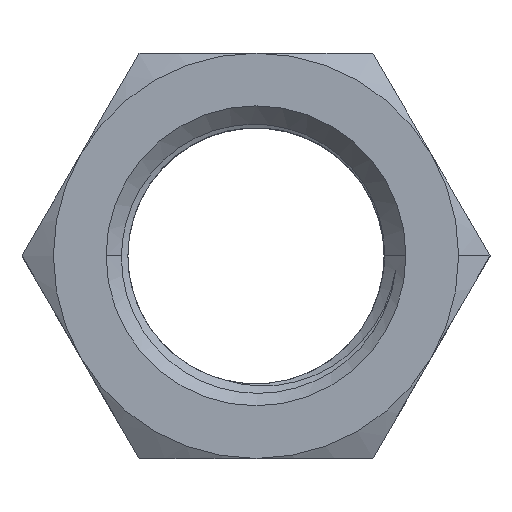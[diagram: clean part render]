
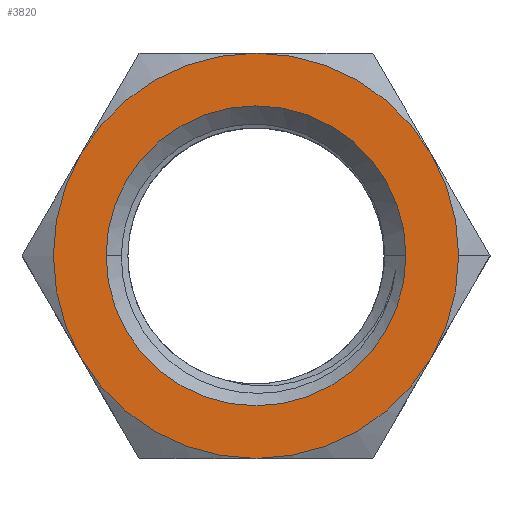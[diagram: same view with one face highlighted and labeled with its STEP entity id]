
A CAD part, top view. The second image highlights one B-rep face of the part: STEP entity #3820.
In plain terms, the highlighted planar face has unit normal (0, 0, 1).
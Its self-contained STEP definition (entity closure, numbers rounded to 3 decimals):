
#15 = DIRECTION ( 'NONE',  ( 0., 0., 1. ) ) ;
#38 = CIRCLE ( 'NONE', #149, 65. ) ;
#52 = CARTESIAN_POINT ( 'NONE',  ( 65., 0., 72. ) ) ;
#60 = EDGE_CURVE ( 'NONE', #793, #2352, #637, .T. ) ;
#78 = DIRECTION ( 'NONE',  ( 0., 0., -1. ) ) ;
#80 = AXIS2_PLACEMENT_3D ( 'NONE', #2203, #854, #199 ) ;
#149 = AXIS2_PLACEMENT_3D ( 'NONE', #2975, #4298, #2321 ) ;
#167 = CARTESIAN_POINT ( 'NONE',  ( 56.292, -32.5, 72. ) ) ;
#181 = VERTEX_POINT ( 'NONE', #1769 ) ;
#192 = CIRCLE ( 'NONE', #4068, 48.1 ) ;
#199 = DIRECTION ( 'NONE',  ( 1., 0., 0. ) ) ;
#202 = CARTESIAN_POINT ( 'NONE',  ( 0., 0., 72. ) ) ;
#415 = CARTESIAN_POINT ( 'NONE',  ( 0., 0., 72. ) ) ;
#533 = DIRECTION ( 'NONE',  ( 0., 0., 1. ) ) ;
#587 = CARTESIAN_POINT ( 'NONE',  ( 0., 65., 72. ) ) ;
#626 = CARTESIAN_POINT ( 'NONE',  ( 0., 0., 72. ) ) ;
#637 = CIRCLE ( 'NONE', #2765, 65. ) ;
#638 = EDGE_LOOP ( 'NONE', ( #3745, #1299, #1950, #4018, #2146, #3079, #3452 ) ) ;
#793 = VERTEX_POINT ( 'NONE', #2412 ) ;
#814 = CIRCLE ( 'NONE', #1486, 48.1 ) ;
#854 = DIRECTION ( 'NONE',  ( 0., 0., 1. ) ) ;
#860 = DIRECTION ( 'NONE',  ( 1., 0., 0. ) ) ;
#869 = FACE_OUTER_BOUND ( 'NONE', #638, .T. ) ;
#1056 = ORIENTED_EDGE ( 'NONE', *, *, #2354, .T. ) ;
#1188 = CARTESIAN_POINT ( 'NONE',  ( -56.292, -32.5, 72. ) ) ;
#1228 = DIRECTION ( 'NONE',  ( 0., 0., -1. ) ) ;
#1229 = FACE_BOUND ( 'NONE', #1354, .T. ) ;
#1299 = ORIENTED_EDGE ( 'NONE', *, *, #2525, .T. ) ;
#1320 = DIRECTION ( 'NONE',  ( 1., 0., 0. ) ) ;
#1334 = CARTESIAN_POINT ( 'NONE',  ( 0., 0., 72. ) ) ;
#1354 = EDGE_LOOP ( 'NONE', ( #3283, #1056 ) ) ;
#1486 = AXIS2_PLACEMENT_3D ( 'NONE', #415, #78, #2372 ) ;
#1602 = CIRCLE ( 'NONE', #2254, 65. ) ;
#1699 = CARTESIAN_POINT ( 'NONE',  ( 0., 0., 72. ) ) ;
#1769 = CARTESIAN_POINT ( 'NONE',  ( -48.1, 0., 72. ) ) ;
#1833 = CARTESIAN_POINT ( 'NONE',  ( 56.292, 32.5, 72. ) ) ;
#1841 = CARTESIAN_POINT ( 'NONE',  ( 0., 0., 72. ) ) ;
#1843 = EDGE_CURVE ( 'NONE', #2352, #2723, #3724, .T. ) ;
#1950 = ORIENTED_EDGE ( 'NONE', *, *, #3890, .T. ) ;
#2037 = DIRECTION ( 'NONE',  ( 0., 0., 1. ) ) ;
#2146 = ORIENTED_EDGE ( 'NONE', *, *, #4133, .T. ) ;
#2203 = CARTESIAN_POINT ( 'NONE',  ( 0., 0., 72. ) ) ;
#2254 = AXIS2_PLACEMENT_3D ( 'NONE', #1699, #15, #3649 ) ;
#2321 = DIRECTION ( 'NONE',  ( 1., 0., 0. ) ) ;
#2352 = VERTEX_POINT ( 'NONE', #167 ) ;
#2354 = EDGE_CURVE ( 'NONE', #181, #2554, #192, .T. ) ;
#2362 = VERTEX_POINT ( 'NONE', #1188 ) ;
#2372 = DIRECTION ( 'NONE',  ( 1., 0., 0. ) ) ;
#2386 = CIRCLE ( 'NONE', #80, 65. ) ;
#2412 = CARTESIAN_POINT ( 'NONE',  ( 0., -65., 72. ) ) ;
#2451 = DIRECTION ( 'NONE',  ( 1., 0., 0. ) ) ;
#2525 = EDGE_CURVE ( 'NONE', #2723, #3483, #3814, .T. ) ;
#2533 = DIRECTION ( 'NONE',  ( 0., 0., 1. ) ) ;
#2554 = VERTEX_POINT ( 'NONE', #3236 ) ;
#2723 = VERTEX_POINT ( 'NONE', #52 ) ;
#2765 = AXIS2_PLACEMENT_3D ( 'NONE', #1334, #2037, #1320 ) ;
#2975 = CARTESIAN_POINT ( 'NONE',  ( 0., 0., 72. ) ) ;
#3032 = VERTEX_POINT ( 'NONE', #587 ) ;
#3063 = AXIS2_PLACEMENT_3D ( 'NONE', #626, #3265, #3896 ) ;
#3079 = ORIENTED_EDGE ( 'NONE', *, *, #3980, .T. ) ;
#3149 = DIRECTION ( 'NONE',  ( 1., 0., 0. ) ) ;
#3220 = CARTESIAN_POINT ( 'NONE',  ( 0., 0., 72. ) ) ;
#3225 = PLANE ( 'NONE',  #3276 ) ;
#3236 = CARTESIAN_POINT ( 'NONE',  ( 48.1, 0., 72. ) ) ;
#3265 = DIRECTION ( 'NONE',  ( 0., 0., 1. ) ) ;
#3275 = VERTEX_POINT ( 'NONE', #4045 ) ;
#3276 = AXIS2_PLACEMENT_3D ( 'NONE', #202, #2533, #860 ) ;
#3283 = ORIENTED_EDGE ( 'NONE', *, *, #3295, .T. ) ;
#3295 = EDGE_CURVE ( 'NONE', #2554, #181, #814, .T. ) ;
#3452 = ORIENTED_EDGE ( 'NONE', *, *, #60, .T. ) ;
#3483 = VERTEX_POINT ( 'NONE', #1833 ) ;
#3488 = AXIS2_PLACEMENT_3D ( 'NONE', #1841, #533, #3149 ) ;
#3508 = EDGE_CURVE ( 'NONE', #3032, #3275, #2386, .T. ) ;
#3543 = DIRECTION ( 'NONE',  ( 1., 0., 0. ) ) ;
#3649 = DIRECTION ( 'NONE',  ( 1., 0., 0. ) ) ;
#3666 = CIRCLE ( 'NONE', #3717, 65. ) ;
#3713 = DIRECTION ( 'NONE',  ( 0., 0., 1. ) ) ;
#3717 = AXIS2_PLACEMENT_3D ( 'NONE', #3738, #3713, #2451 ) ;
#3724 = CIRCLE ( 'NONE', #3488, 65. ) ;
#3738 = CARTESIAN_POINT ( 'NONE',  ( 0., 0., 72. ) ) ;
#3745 = ORIENTED_EDGE ( 'NONE', *, *, #1843, .T. ) ;
#3814 = CIRCLE ( 'NONE', #3063, 65. ) ;
#3820 = ADVANCED_FACE ( 'NONE', ( #1229, #869 ), #3225, .T. ) ;
#3890 = EDGE_CURVE ( 'NONE', #3483, #3032, #38, .T. ) ;
#3896 = DIRECTION ( 'NONE',  ( 1., 0., 0. ) ) ;
#3980 = EDGE_CURVE ( 'NONE', #2362, #793, #1602, .T. ) ;
#4018 = ORIENTED_EDGE ( 'NONE', *, *, #3508, .T. ) ;
#4045 = CARTESIAN_POINT ( 'NONE',  ( -56.292, 32.5, 72. ) ) ;
#4068 = AXIS2_PLACEMENT_3D ( 'NONE', #3220, #1228, #3543 ) ;
#4133 = EDGE_CURVE ( 'NONE', #3275, #2362, #3666, .T. ) ;
#4298 = DIRECTION ( 'NONE',  ( 0., 0., 1. ) ) ;
